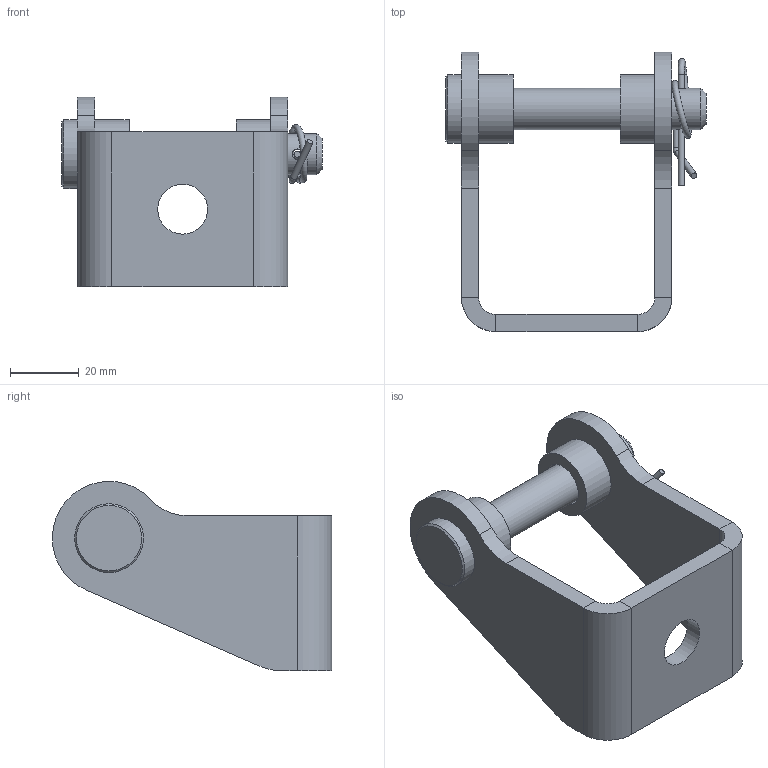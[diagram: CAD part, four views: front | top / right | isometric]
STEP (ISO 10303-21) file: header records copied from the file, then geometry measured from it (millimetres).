
FILE_DESCRIPTION(/* description */ ('PLEASE STATE GENERIC DESCRIPTION'),/* implementation_level */ '2;1');
FILE_NAME(/* name */ '198-EAHL.stp',/* time_stamp */ '2016-02-09T17:43:54+00:00',/* author */ ('jslaven'),/* organization */ (''),/* preprocessor_version */ 'ST-DEVELOPER v15.2',/* originating_system */ 'Autodesk Inventor 2014',/* authorisation */ '');
FILE_SCHEMA (('CONFIG_CONTROL_DESIGN'));
Length unit declared in the file: millimetre
Products named in the file (1): Part35
Bounding box: 75.6 x 81.22 x 54.99 mm (x, y, z)
Volume: 51018.2 mm3; surface area: 24142.6 mm2
Topology: 1 solids, 1 shells, 55 faces, 125 edges, 78 vertices
Faces by surface type: plane 25, cylinder 22, torus 6, cone 2
Full cylindrical faces by diameter (mm): 1.829 x4, 3 x1, 12 x1, 13 x2, 14.5 x1, 20 x3
Entity records: 1546 total; most frequent: CARTESIAN_POINT 330, DIRECTION 248, ORIENTED_EDGE 186, AXIS2_PLACEMENT_3D 103, EDGE_CURVE 93, EDGE_LOOP 87, VERTEX_POINT 66, STYLED_ITEM 56
